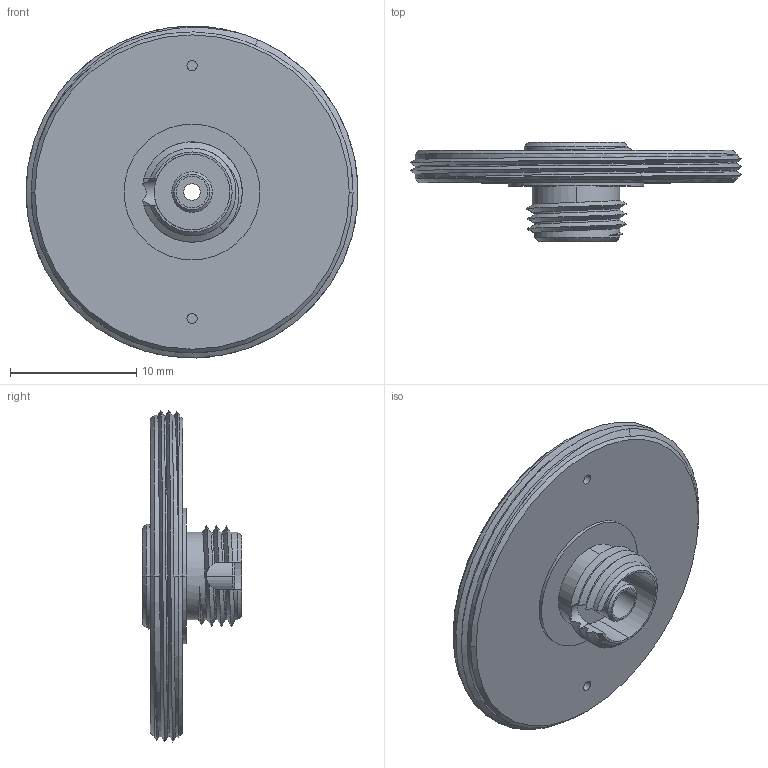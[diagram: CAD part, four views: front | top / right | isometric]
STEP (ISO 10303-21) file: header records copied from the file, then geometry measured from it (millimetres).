
FILE_DESCRIPTION((''),'2;1');
FILE_NAME('SM1-FC25_ASM','2025-06-18T18:17:21',('R&D'),(''),'CREO PARAMETRIC BY PTC INC, 2021063','CREO PARAMETRIC BY PTC INC, 2021063','');
FILE_SCHEMA(('CONFIG_CONTROL_DESIGN'));
Length unit declared in the file: millimetre
Products named in the file (4): SM1-FC25_A1; FC_A; 1115FC-A4; SM1-FC25_ASM
Assembly tree (3 placements, depth 2):
  SM1-FC25_ASM
    SM1-FC25_A1
    FC_A
    1115FC-A4
Bounding box: 26.27 x 7.86 x 26.27 mm (x, y, z)
Volume: 1413.4 mm3; surface area: 1904.9 mm2
Topology: 3 solids, 3 shells, 102 faces, 246 edges, 155 vertices
Faces by surface type: cylinder 39, bspline 29, plane 17, cone 17
Entity records: 7204 total; most frequent: CARTESIAN_POINT 4924, ORIENTED_EDGE 492, DIRECTION 381, EDGE_CURVE 246, VERTEX_POINT 155, AXIS2_PLACEMENT_3D 147, EDGE_LOOP 113, FACE_OUTER_BOUND 102
